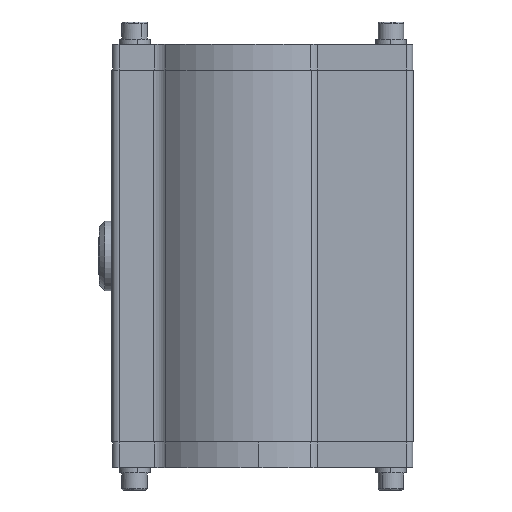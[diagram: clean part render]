
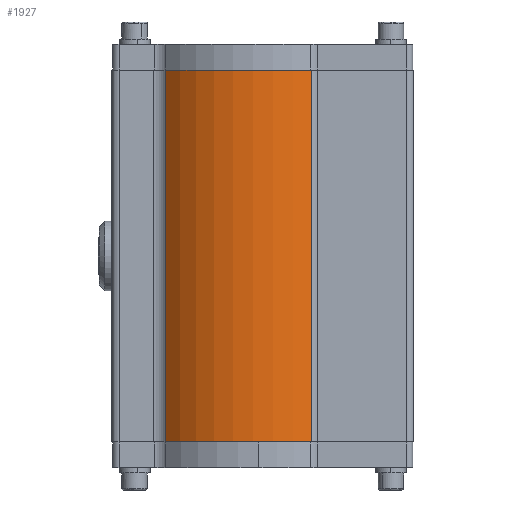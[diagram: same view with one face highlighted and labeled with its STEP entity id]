
A CAD part, left-side view. The second image highlights one B-rep face of the part: STEP entity #1927.
In plain terms, the highlighted cylindrical face has radius 88.5 mm (diameter 177 mm), a partial arc.
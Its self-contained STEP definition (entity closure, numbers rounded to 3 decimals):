
#418 = DIRECTION ( 'NONE',  ( 0., 0., -1. ) ) ;
#683 = DIRECTION ( 'NONE',  ( 0., 0., 1. ) ) ;
#871 = DIRECTION ( 'NONE',  ( 1., 0., 0. ) ) ;
#1186 = EDGE_CURVE ( 'NONE', #2965, #7489, #8408, .T. ) ;
#1871 = CIRCLE ( 'NONE', #10962, 88.5 ) ;
#1927 = ADVANCED_FACE ( 'NONE', ( #18956 ), #2900, .T. ) ;
#2900 = CYLINDRICAL_SURFACE ( 'NONE', #6615, 88.5 ) ;
#2965 = VERTEX_POINT ( 'NONE', #10113 ) ;
#3132 = CARTESIAN_POINT ( 'NONE',  ( -59.148, 65.831, 0. ) ) ;
#3234 = EDGE_CURVE ( 'NONE', #7489, #14705, #4570, .T. ) ;
#4570 = CIRCLE ( 'NONE', #10133, 88.5 ) ;
#4867 = DIRECTION ( 'NONE',  ( 0., 0., -1. ) ) ;
#5058 = ORIENTED_EDGE ( 'NONE', *, *, #1186, .T. ) ;
#6540 = DIRECTION ( 'NONE',  ( 0., 0., 1. ) ) ;
#6615 = AXIS2_PLACEMENT_3D ( 'NONE', #11102, #683, #19852 ) ;
#7489 = VERTEX_POINT ( 'NONE', #13083 ) ;
#8334 = CARTESIAN_POINT ( 'NONE',  ( -80.414, -36.958, 0. ) ) ;
#8408 = LINE ( 'NONE', #3132, #12504 ) ;
#10113 = CARTESIAN_POINT ( 'NONE',  ( -59.148, 65.831, 131. ) ) ;
#10133 = AXIS2_PLACEMENT_3D ( 'NONE', #21702, #11293, #871 ) ;
#10838 = CARTESIAN_POINT ( 'NONE',  ( 0., 0., 131. ) ) ;
#10962 = AXIS2_PLACEMENT_3D ( 'NONE', #10838, #418, #12588 ) ;
#11102 = CARTESIAN_POINT ( 'NONE',  ( 0., 0., 0. ) ) ;
#11163 = ORIENTED_EDGE ( 'NONE', *, *, #12072, .T. ) ;
#11293 = DIRECTION ( 'NONE',  ( 0., 0., 1. ) ) ;
#12072 = EDGE_CURVE ( 'NONE', #14705, #21572, #20058, .T. ) ;
#12504 = VECTOR ( 'NONE', #4867, 1000. ) ;
#12588 = DIRECTION ( 'NONE',  ( 1., 0., 0. ) ) ;
#13083 = CARTESIAN_POINT ( 'NONE',  ( -59.148, 65.831, -131. ) ) ;
#14180 = CARTESIAN_POINT ( 'NONE',  ( -80.414, -36.958, -131. ) ) ;
#14292 = EDGE_CURVE ( 'NONE', #21572, #2965, #1871, .T. ) ;
#14705 = VERTEX_POINT ( 'NONE', #14180 ) ;
#15080 = EDGE_LOOP ( 'NONE', ( #15486, #11163, #17467, #5058 ) ) ;
#15443 = VECTOR ( 'NONE', #6540, 1000. ) ;
#15486 = ORIENTED_EDGE ( 'NONE', *, *, #3234, .T. ) ;
#17467 = ORIENTED_EDGE ( 'NONE', *, *, #14292, .T. ) ;
#18932 = CARTESIAN_POINT ( 'NONE',  ( -80.414, -36.958, 131. ) ) ;
#18956 = FACE_OUTER_BOUND ( 'NONE', #15080, .T. ) ;
#19852 = DIRECTION ( 'NONE',  ( 1., 0., 0. ) ) ;
#20058 = LINE ( 'NONE', #8334, #15443 ) ;
#21572 = VERTEX_POINT ( 'NONE', #18932 ) ;
#21702 = CARTESIAN_POINT ( 'NONE',  ( 0., 0., -131. ) ) ;
